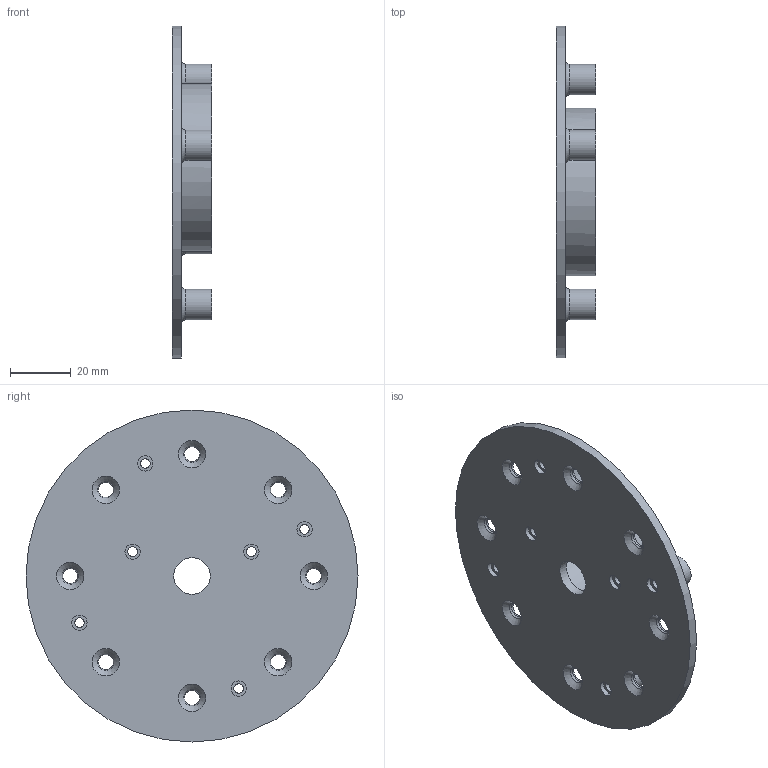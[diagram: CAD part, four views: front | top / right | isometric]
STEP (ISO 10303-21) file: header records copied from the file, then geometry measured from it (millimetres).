
FILE_DESCRIPTION(('FreeCAD Model'),'2;1');
FILE_NAME('Open CASCADE Shape Model','2023-11-13T17:55:31',(''),(''), 'Open CASCADE STEP processor 7.6','FreeCAD','Unknown');
FILE_SCHEMA(('AUTOMOTIVE_DESIGN { 1 0 10303 214 1 1 1 1 }'));
Length unit declared in the file: millimetre
Products named in the file (1): Body-mặt dưới
Bounding box: 13 x 109 x 109 mm (x, y, z)
Volume: 43675.8 mm3; surface area: 24470.5 mm2
Topology: 1 solids, 1 shells, 99 faces, 224 edges, 142 vertices
Faces by surface type: plane 46, cylinder 31, bspline 9, cone 8, torus 5
Full cylindrical faces by diameter (mm): 3.1 x4, 3.2 x2, 5 x14, 10 x4, 12 x1, 55 x1, 109 x1
Entity records: 3352 total; most frequent: CARTESIAN_POINT 1097, DIRECTION 453, ORIENTED_EDGE 448, EDGE_CURVE 224, AXIS2_PLACEMENT_3D 165, FACE_BOUND 144, EDGE_LOOP 144, VERTEX_POINT 142
